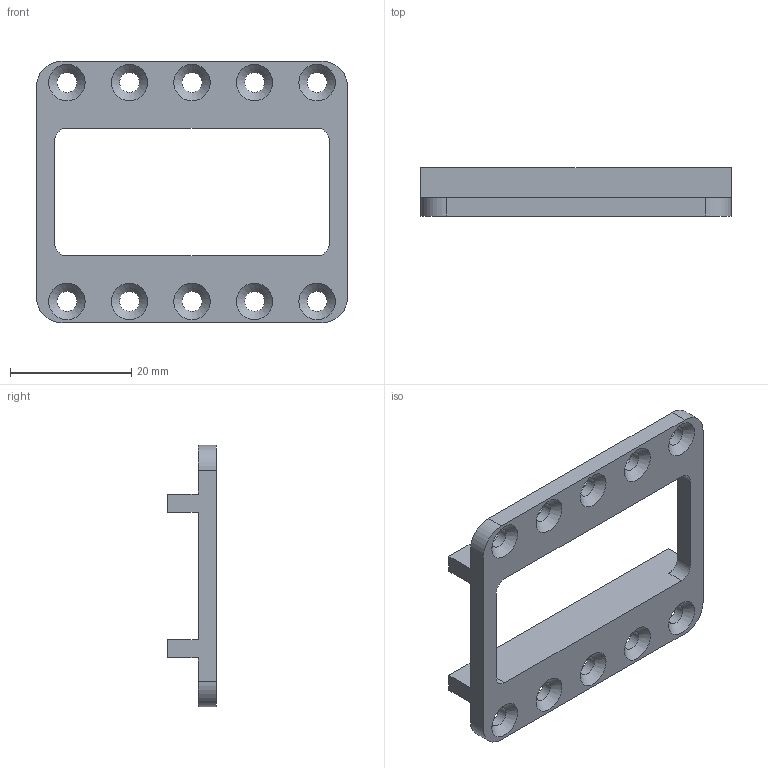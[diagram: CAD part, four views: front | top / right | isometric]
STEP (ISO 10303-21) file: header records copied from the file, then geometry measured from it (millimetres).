
FILE_DESCRIPTION(/* description */ (''),/* implementation_level */ '2;1');
FILE_NAME(/* name */ 'PCB_Brace.step',/* time_stamp */ '2025-10-04T13:57:04+02:00',/* author */ (''),/* organization */ (''),/* preprocessor_version */ 'ST-DEVELOPER v20.1',/* originating_system */ 'Autodesk Translation Framework v14.17.0.0',/* authorisation */ '');
FILE_SCHEMA (('AUTOMOTIVE_DESIGN { 1 0 10303 214 3 1 1 }'));
Length unit declared in the file: millimetre
Products named in the file (1): PCB_Brace
Bounding box: 51.2 x 8 x 43.1 mm (x, y, z)
Volume: 4896.6 mm3; surface area: 4588.4 mm2
Topology: 1 solids, 1 shells, 45 faces, 122 edges, 78 vertices
Faces by surface type: cylinder 18, plane 17, cone 10
Full cylindrical faces by diameter (mm): 3.3 x10
Entity records: 1499 total; most frequent: DIRECTION 260, CARTESIAN_POINT 246, ORIENTED_EDGE 244, EDGE_CURVE 122, AXIS2_PLACEMENT_3D 92, VERTEX_POINT 78, LINE 76, VECTOR 76
